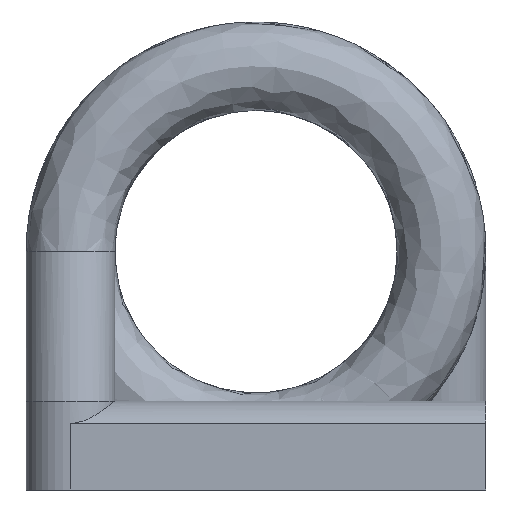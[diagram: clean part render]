
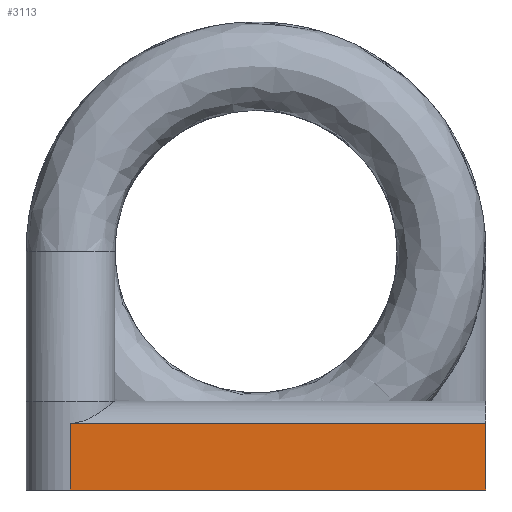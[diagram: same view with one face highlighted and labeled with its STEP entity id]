
A CAD part, left-side view. The second image highlights one B-rep face of the part: STEP entity #3113.
In plain terms, the highlighted planar face has unit normal (-1, 0, 0).
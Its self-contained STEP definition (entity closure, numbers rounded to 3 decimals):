
#2574=DIRECTION('',(0.,1.,0.));
#2883=VECTOR('',#2574,1.);
#2902=VERTEX_POINT('',#2903);
#2903=CARTESIAN_POINT('',(-3.84,-2.795,0.81));
#2977=VERTEX_POINT('',#2978);
#2978=CARTESIAN_POINT('',(-3.84,2.255,0.81));
#2980=EDGE_CURVE('',#2902,#2977,#2981,.T.);
#2981=LINE('',#2903,#2883);
#2987=ORIENTED_EDGE('',*,*,#2988,.T.);
#2988=EDGE_CURVE('',#2977,#2989,#2991,.T.);
#2989=VERTEX_POINT('',#2990);
#2990=CARTESIAN_POINT('',(-3.84,2.255,0.));
#2991=LINE('',#2978,#2992);
#2992=VECTOR('',#2993,1.);
#2993=DIRECTION('',(0.,0.,-1.));
#3091=EDGE_CURVE('',#2902,#3092,#3094,.T.);
#3092=VERTEX_POINT('',#3093);
#3093=CARTESIAN_POINT('',(-3.84,-2.795,0.));
#3094=LINE('',#2903,#2992);
#3108=EDGE_CURVE('',#3092,#2989,#3109,.T.);
#3109=LINE('',#3093,#2883);
#3113=ADVANCED_FACE('',(#3114),#3119,.T.);
#3114=FACE_BOUND('',#3115,.T.);
#3115=EDGE_LOOP('',(#3116,#2987,#3117,#3118));
#3116=ORIENTED_EDGE('',*,*,#2980,.T.);
#3117=ORIENTED_EDGE('',*,*,#3108,.F.);
#3118=ORIENTED_EDGE('',*,*,#3091,.F.);
#3119=PLANE('',#3120);
#3120=AXIS2_PLACEMENT_3D('',#2903,#3121,#2993);
#3121=DIRECTION('',(-1.,0.,0.));
